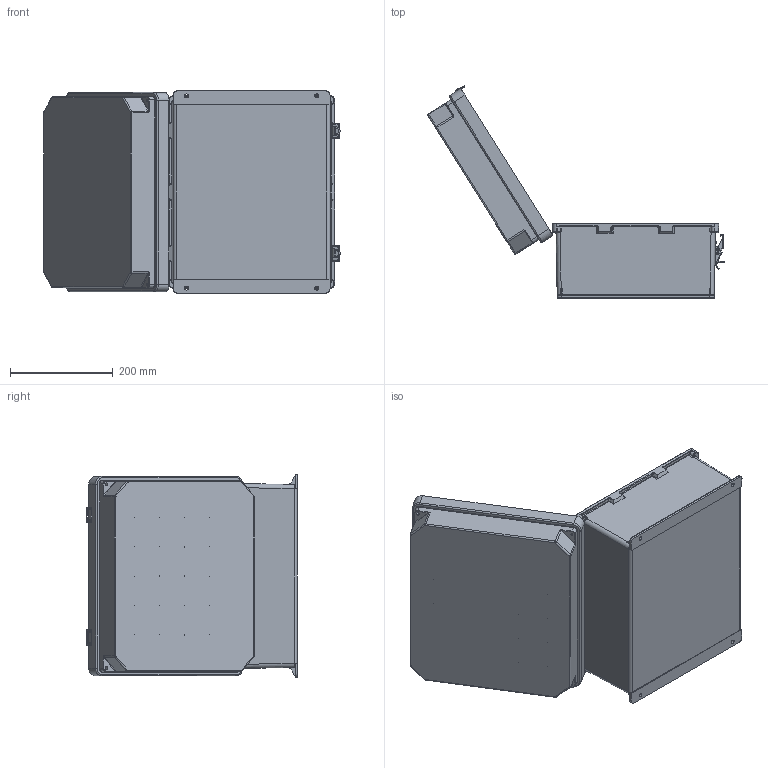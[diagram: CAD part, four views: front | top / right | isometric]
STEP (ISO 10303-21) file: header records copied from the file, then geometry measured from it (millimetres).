
FILE_DESCRIPTION (( 'STEP AP214' ), '1' );
FILE_NAME ('NBB141207-KIT01.STEP', '2016-02-19T14:26:03', ( 'L-Com' ), ( 'L-Com Global Connectivity' ), 'SwSTEP 2.0', 'SolidWorks 2014', '' );
FILE_SCHEMA (( 'AUTOMOTIVE_DESIGN' ));
Length unit declared in the file: inch
Products named in the file (9): XFW-0002; 10-32 NEMA PLATE SCREW; XF1039-01; NB141207-DoorClasp-2; NB141207-DoorClasp-1; NBB141207-Lid-2; NB141207-Hinge; NBB141207-Box; NBB141207-KIT01
Assembly tree (17 placements, depth 2):
  NBB141207-KIT01
    NBB141207-Box
    NB141207-Hinge  x2
    NBB141207-Lid-2
    NB141207-DoorClasp-1  x2
    NB141207-DoorClasp-2  x2
    XF1039-01
    10-32 NEMA PLATE SCREW  x4
    XFW-0002  x4
Bounding box: 578.07 x 413.05 x 394 mm (x, y, z)
Volume: 2527129.1 mm3; surface area: 1346817.8 mm2
Topology: 23 solids, 23 shells, 2141 faces, 5648 edges, 3523 vertices
Faces by surface type: cylinder 980, plane 671, cone 182, torus 152, bspline 148, sphere 8
Entity records: 46398 total; most frequent: CARTESIAN_POINT 13303, ORIENTED_EDGE 6950, DIRECTION 6731, EDGE_CURVE 3475, AXIS2_PLACEMENT_3D 2522, VERTEX_POINT 2166, VECTOR 1687, LINE 1687
